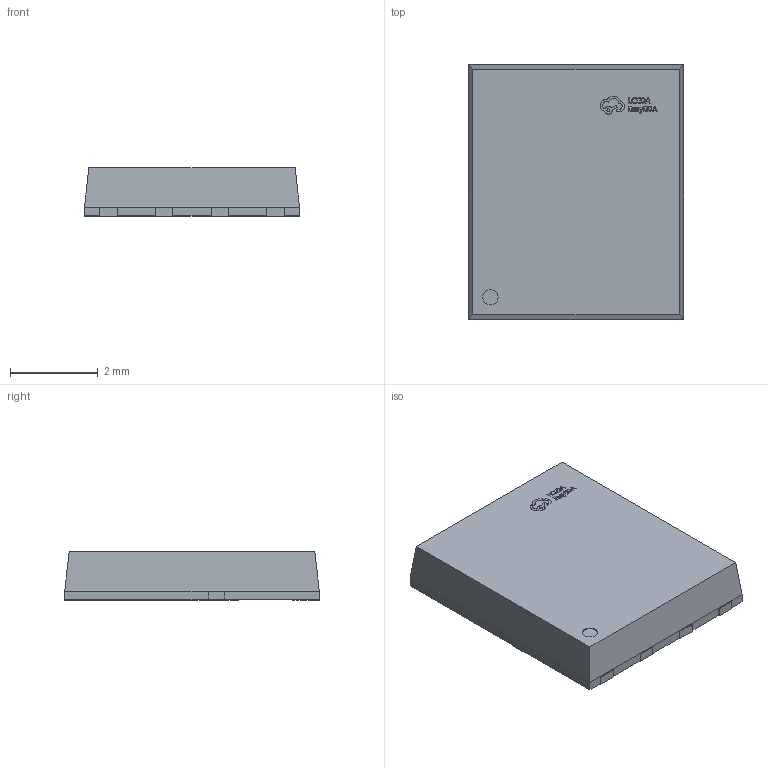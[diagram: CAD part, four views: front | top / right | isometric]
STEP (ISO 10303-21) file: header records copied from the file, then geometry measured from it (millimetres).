
FILE_DESCRIPTION(/* description */ (''),/* implementation_level */ '2;1');
FILE_NAME(/* name */ 'VDFN-8_L5.8-W4.9-H1.0-P1.27.step',/* time_stamp */ '2023-05-04T13:35:00+08:00',/* author */ (''),/* organization */ (''),/* preprocessor_version */ 'ST-DEVELOPER v19.2',/* originating_system */ 'Autodesk Translation Framework v12.4.0.73',/* authorisation */ '');
FILE_SCHEMA (('AUTOMOTIVE_DESIGN { 1 0 10303 214 3 1 1 }'));
Length unit declared in the file: millimetre
Products named in the file (3): Q5; POWERVDFN-8_L6.2-W5.2-P1.27-LS6.0-BL; COMPOUND (6)
Assembly tree (2 placements, depth 3):
  Q5
    POWERVDFN-8_L6.2-W5.2-P1.27-LS6.0-BL
      COMPOUND (6)
Bounding box: 4.92 x 5.82 x 1.11 mm (x, y, z)
Surface area: 114.4 mm2
Topology: 2 solids, 2 shells, 306 faces, 842 edges, 560 vertices
Faces by surface type: plane 199, bspline 98, cylinder 9
Full cylindrical faces by diameter (mm): 0.35 x1
Entity records: 10257 total; most frequent: CARTESIAN_POINT 2743, ORIENTED_EDGE 1684, DIRECTION 1270, EDGE_CURVE 842, LINE 628, VECTOR 628, VERTEX_POINT 560, EDGE_LOOP 326
